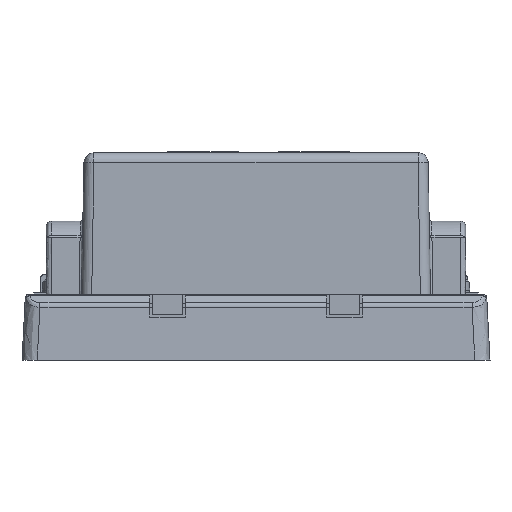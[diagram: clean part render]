
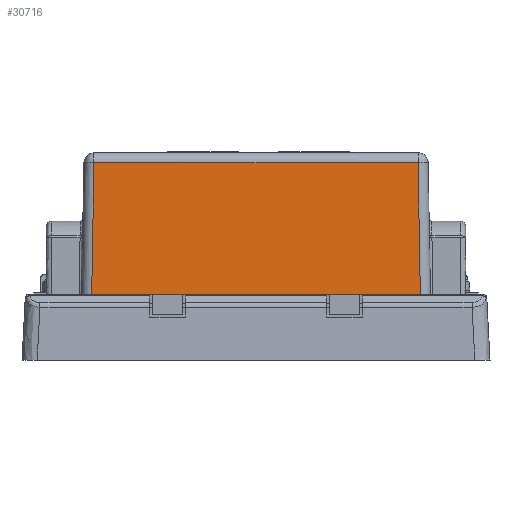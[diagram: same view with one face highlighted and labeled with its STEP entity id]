
A CAD part, left-side view. The second image highlights one B-rep face of the part: STEP entity #30716.
In plain terms, the highlighted free-form (B-spline) face has degree [1, 1] with [2, 2] control points.
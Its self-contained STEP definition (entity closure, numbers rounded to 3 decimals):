
#27820 = VERTEX_POINT('',#27821);
#27821 = CARTESIAN_POINT('',(-52.284,41.788,
    50.901));
#27850 = EDGE_CURVE('',#27820,#27851,#27853,.T.);
#27851 = VERTEX_POINT('',#27852);
#27852 = CARTESIAN_POINT('',(-52.284,-41.788,
    50.901));
#27853 = B_SPLINE_CURVE_WITH_KNOTS('',1,(#27854,#27855),.UNSPECIFIED.,
  .F.,.F.,(2,2),(-32.046,32.046),
  .PIECEWISE_BEZIER_KNOTS.);
#27854 = CARTESIAN_POINT('',(-52.284,41.788,
    50.901));
#27855 = CARTESIAN_POINT('',(-52.284,-41.788,
    50.901));
#30692 = EDGE_CURVE('',#30693,#27820,#30695,.T.);
#30693 = VERTEX_POINT('',#30694);
#30694 = CARTESIAN_POINT('',(-52.877,42.38,
    16.952));
#30695 = B_SPLINE_CURVE_WITH_KNOTS('',1,(#30696,#30697),.UNSPECIFIED.,
  .F.,.F.,(2,2),(-14.031,12.012),
  .PIECEWISE_BEZIER_KNOTS.);
#30696 = CARTESIAN_POINT('',(-52.877,42.38,
    16.952));
#30697 = CARTESIAN_POINT('',(-52.284,41.788,
    50.901));
#30716 = ADVANCED_FACE('',(#30717),#30733,.T.);
#30717 = FACE_BOUND('',#30718,.T.);
#30718 = EDGE_LOOP('',(#30719,#30726,#30727,#30728));
#30719 = ORIENTED_EDGE('',*,*,#30720,.T.);
#30720 = EDGE_CURVE('',#30721,#27851,#30723,.T.);
#30721 = VERTEX_POINT('',#30722);
#30722 = CARTESIAN_POINT('',(-52.877,-42.38,
    16.952));
#30723 = B_SPLINE_CURVE_WITH_KNOTS('',1,(#30724,#30725),.UNSPECIFIED.,
  .F.,.F.,(2,2),(-14.031,12.012),.PIECEWISE_BEZIER_KNOTS.);
#30724 = CARTESIAN_POINT('',(-52.877,-42.38,
    16.952));
#30725 = CARTESIAN_POINT('',(-52.284,-41.788,
    50.901));
#30726 = ORIENTED_EDGE('',*,*,#27850,.F.);
#30727 = ORIENTED_EDGE('',*,*,#30692,.F.);
#30728 = ORIENTED_EDGE('',*,*,#30729,.F.);
#30729 = EDGE_CURVE('',#30721,#30693,#30730,.T.);
#30730 = B_SPLINE_CURVE_WITH_KNOTS('',1,(#30731,#30732),.UNSPECIFIED.,
  .F.,.F.,(2,2),(-32.5,32.5),
  .PIECEWISE_BEZIER_KNOTS.);
#30731 = CARTESIAN_POINT('',(-52.877,-42.38,
    16.952));
#30732 = CARTESIAN_POINT('',(-52.877,42.38,
    16.952));
#30733 = B_SPLINE_SURFACE_WITH_KNOTS('',1,1,(
    (#30734,#30735)
    ,(#30736,#30737
    )),.UNSPECIFIED.,.F.,.F.,.F.,(2,2),(2,2),(-32.5,
    32.5),(-26.039,0.),
  .PIECEWISE_BEZIER_KNOTS.);
#30734 = CARTESIAN_POINT('',(-52.284,-42.38,
    50.901));
#30735 = CARTESIAN_POINT('',(-52.877,-42.38,
    16.952));
#30736 = CARTESIAN_POINT('',(-52.284,42.38,
    50.901));
#30737 = CARTESIAN_POINT('',(-52.877,42.38,
    16.952));
